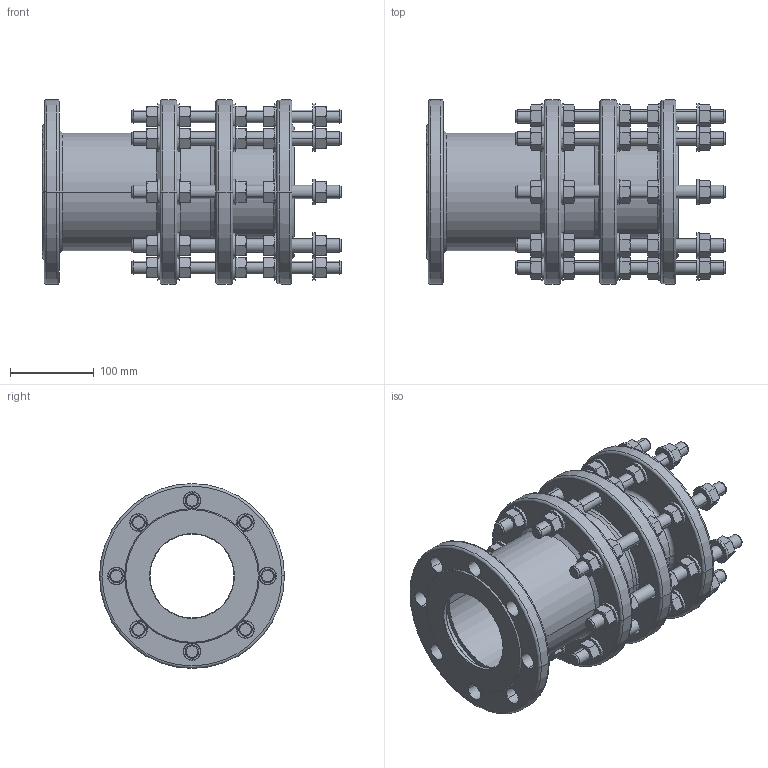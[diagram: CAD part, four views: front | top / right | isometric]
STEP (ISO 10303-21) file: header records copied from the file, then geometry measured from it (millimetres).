
FILE_DESCRIPTION((''),'2;1');
FILE_NAME('PAS30-DN100-PN10-16_M','2019-04-29T',('pchinta'),(''),'PRO/ENGINEER BY PARAMETRIC TECHNOLOGY CORPORATION, 2015030','PRO/ENGINEER BY PARAMETRIC TECHNOLOGY CORPORATION, 2015030','');
FILE_SCHEMA(('CONFIG_CONTROL_DESIGN'));
Length unit declared in the file: millimetre
Products named in the file (1): PAS30-DN100-PN10-16_M
Bounding box: 356 x 220 x 220 mm (x, y, z)
Volume: 3564337.6 mm3; surface area: 681435.2 mm2
Topology: 1 solids, 1 shells, 1020 faces, 2316 edges, 1441 vertices
Faces by surface type: plane 401, cone 290, cylinder 266, torus 58, bspline 5
Entity records: 36737 total; most frequent: CARTESIAN_POINT 13970, DIRECTION 4774, ORIENTED_EDGE 4632, EDGE_CURVE 2316, AXIS2_PLACEMENT_3D 1993, VERTEX_POINT 1441, EDGE_LOOP 1213, FACE_OUTER_BOUND 1020
